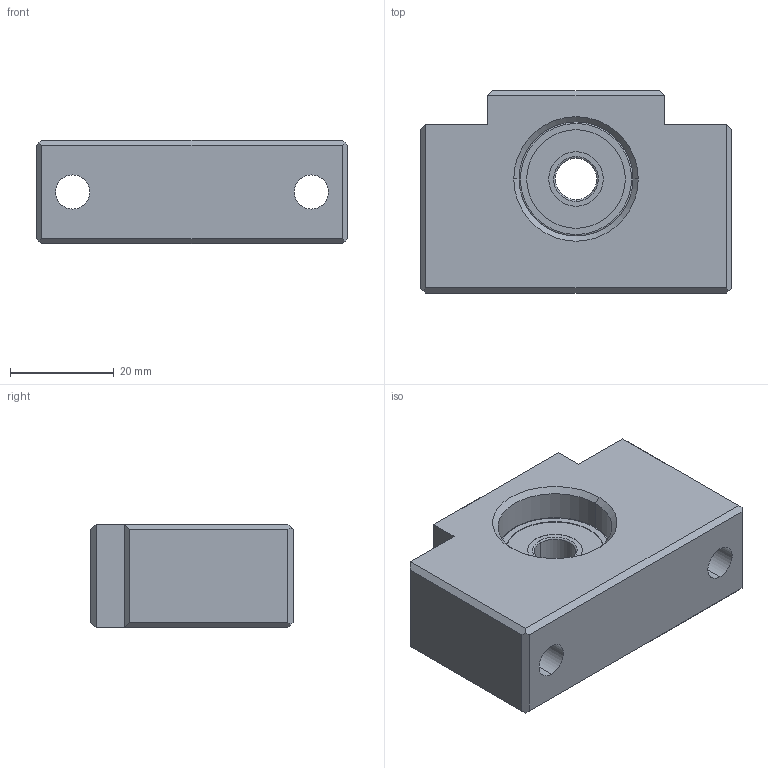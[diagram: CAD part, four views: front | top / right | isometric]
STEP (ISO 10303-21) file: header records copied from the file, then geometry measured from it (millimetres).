
FILE_DESCRIPTION (( 'STEP AP203' ), '1' );
FILE_NAME ('BF 10DS.STEP', '2014-07-21T10:28:41', ( '' ), ( '' ), 'SwSTEP 2.0', 'SolidWorks 2013', '' );
FILE_SCHEMA (( 'CONFIG_CONTROL_DESIGN' ));
Length unit declared in the file: millimetre
Products named in the file (3): BF 10DS; BLOCK; 608ZZ
Assembly tree (2 placements, depth 2):
  BF 10DS
    BLOCK
    608ZZ
Bounding box: 60 x 39 x 20 mm (x, y, z)
Volume: 34308.2 mm3; surface area: 12940.8 mm2
Topology: 13 solids, 13 shells, 110 faces, 252 edges, 142 vertices
Faces by surface type: cylinder 38, plane 38, bspline 30, cone 4
Entity records: 3525 total; most frequent: CARTESIAN_POINT 951, DIRECTION 494, ORIENTED_EDGE 440, EDGE_CURVE 220, AXIS2_PLACEMENT_3D 197, VERTEX_POINT 142, EDGE_LOOP 130, CIRCLE 112
